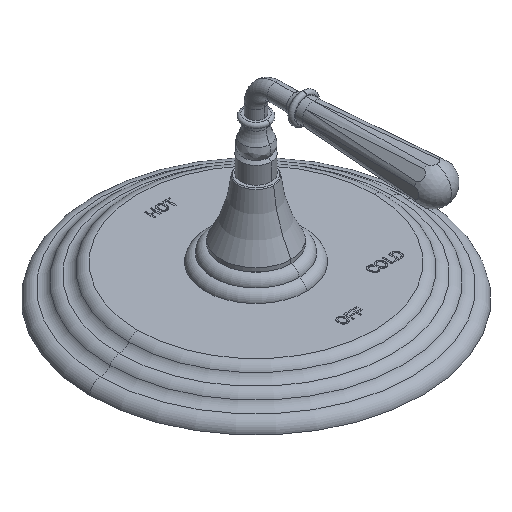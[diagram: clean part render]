
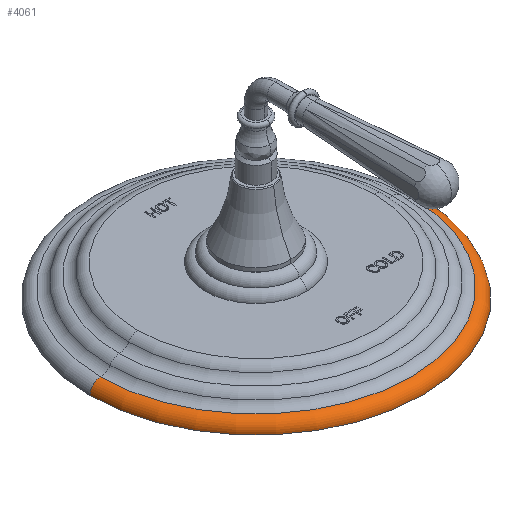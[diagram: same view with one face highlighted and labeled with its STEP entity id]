
A CAD part, isometric view. The second image highlights one B-rep face of the part: STEP entity #4061.
In plain terms, the highlighted toroidal (fillet/blend) face has major radius 92.075 mm and minor radius 6.35 mm.
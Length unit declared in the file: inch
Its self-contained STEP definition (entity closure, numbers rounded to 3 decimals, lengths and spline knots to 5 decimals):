
#2=CARTESIAN_POINT('',(0.,0.,0.));
#3=DIRECTION('',(0.,0.,-1.));
#4=DIRECTION('',(1.,0.,0.));
#5=AXIS2_PLACEMENT_3D('',#2,#3,#4);
#12=CARTESIAN_POINT('',(3.625,0.,0.));
#13=DIRECTION('',(0.,-1.,0.));
#14=DIRECTION('',(1.,0.,0.));
#15=AXIS2_PLACEMENT_3D('',#12,#13,#14);
#17=CARTESIAN_POINT('',(-3.625,0.,0.));
#18=DIRECTION('',(0.,1.,0.));
#19=DIRECTION('',(-1.,0.,0.));
#20=AXIS2_PLACEMENT_3D('',#17,#18,#19);
#37=CARTESIAN_POINT('',(0.,0.,0.25));
#38=DIRECTION('',(0.,0.,-1.));
#39=DIRECTION('',(1.,0.,0.));
#40=AXIS2_PLACEMENT_3D('',#37,#38,#39);
#3308=CARTESIAN_POINT('',(3.625,0.,0.25));
#3310=VERTEX_POINT('',#3308);
#3318=CARTESIAN_POINT('',(-3.625,0.,0.25));
#3320=VERTEX_POINT('',#3318);
#3892=CARTESIAN_POINT('',(3.875,0.,0.));
#3893=CARTESIAN_POINT('',(-3.875,0.,0.));
#3894=VERTEX_POINT('',#3892);
#3895=VERTEX_POINT('',#3893);
#4046=CARTESIAN_POINT('',(0.,0.,0.));
#4047=DIRECTION('',(0.,0.,-1.));
#4048=DIRECTION('',(-1.,0.,0.));
#4049=AXIS2_PLACEMENT_3D('',#4046,#4047,#4048);
#4050=TOROIDAL_SURFACE('',#4049,3.625,0.25);
#4052=ORIENTED_EDGE('',*,*,#4051,.T.);
#4054=ORIENTED_EDGE('',*,*,#4053,.T.);
#4056=ORIENTED_EDGE('',*,*,#4055,.F.);
#4058=ORIENTED_EDGE('',*,*,#4057,.F.);
#4059=EDGE_LOOP('',(#4052,#4054,#4056,#4058));
#4060=FACE_OUTER_BOUND('',#4059,.F.);
#4061=ADVANCED_FACE('',(#4060),#4050,.T.);
#6=CIRCLE('',#5,3.875);
#16=CIRCLE('',#15,0.25);
#21=CIRCLE('',#20,0.25);
#41=CIRCLE('',#40,3.625);
#4051=EDGE_CURVE('',#3894,#3895,#6,.T.);
#4053=EDGE_CURVE('',#3895,#3320,#21,.T.);
#4055=EDGE_CURVE('',#3310,#3320,#41,.T.);
#4057=EDGE_CURVE('',#3894,#3310,#16,.T.);
